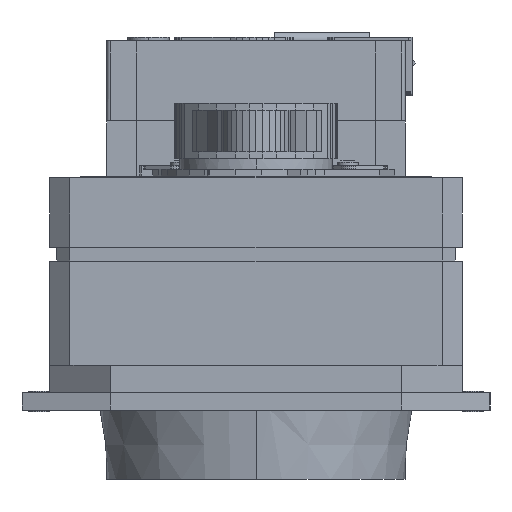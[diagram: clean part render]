
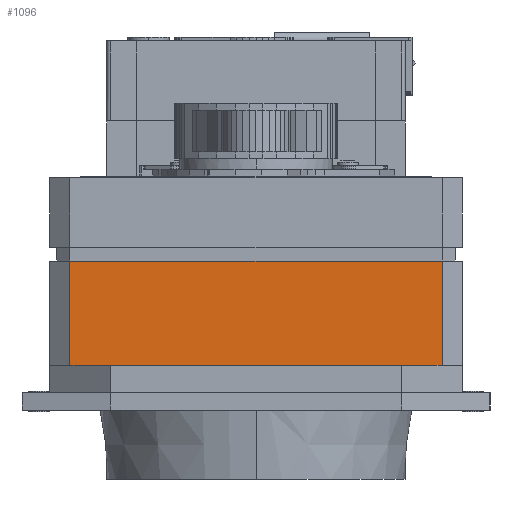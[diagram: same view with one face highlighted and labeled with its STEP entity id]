
A CAD part, left-side view. The second image highlights one B-rep face of the part: STEP entity #1096.
In plain terms, the highlighted planar face has unit normal (-1, 0, 0).
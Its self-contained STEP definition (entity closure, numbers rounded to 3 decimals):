
#840=CARTESIAN_POINT('Vertex',(-128.49,-53.67,33.)) ;
#845=CARTESIAN_POINT('Line Origine',(-128.49,0.,33.)) ;
#849=CARTESIAN_POINT('Vertex',(-128.49,53.67,33.)) ;
#942=CARTESIAN_POINT('Line Origine',(-128.49,0.,63.)) ;
#946=CARTESIAN_POINT('Vertex',(-128.49,-53.67,63.)) ;
#948=CARTESIAN_POINT('Vertex',(-128.49,53.67,63.)) ;
#1075=CARTESIAN_POINT('Axis2P3D Location',(-128.49,-53.67,33.)) ;
#1080=CARTESIAN_POINT('Line Origine',(-128.49,53.67,48.)) ;
#1085=CARTESIAN_POINT('Line Origine',(-128.49,-53.67,48.)) ;
#847=VECTOR('Line Direction',#846,1.) ;
#944=VECTOR('Line Direction',#943,1.) ;
#1082=VECTOR('Line Direction',#1081,1.) ;
#1087=VECTOR('Line Direction',#1086,1.) ;
#846=DIRECTION('Vector Direction',(0.,-1.,0.)) ;
#943=DIRECTION('Vector Direction',(0.,1.,0.)) ;
#1076=DIRECTION('Axis2P3D Direction',(-1.,0.,0.)) ;
#1077=DIRECTION('Axis2P3D XDirection',(0.,-1.,0.)) ;
#1081=DIRECTION('Vector Direction',(0.,0.,1.)) ;
#1086=DIRECTION('Vector Direction',(0.,0.,1.)) ;
#1078=AXIS2_PLACEMENT_3D('Plane Axis2P3D',#1075,#1076,#1077) ;
#848=LINE('Line',#845,#847) ;
#945=LINE('Line',#942,#944) ;
#1083=LINE('Line',#1080,#1082) ;
#1088=LINE('Line',#1085,#1087) ;
#1079=PLANE('',#1078) ;
#851=EDGE_CURVE('',#850,#841,#848,.T.) ;
#950=EDGE_CURVE('',#947,#949,#945,.T.) ;
#1084=EDGE_CURVE('',#850,#949,#1083,.T.) ;
#1089=EDGE_CURVE('',#841,#947,#1088,.T.) ;
#1091=ORIENTED_EDGE('',*,*,#950,.T.) ;
#1092=ORIENTED_EDGE('',*,*,#1084,.F.) ;
#1093=ORIENTED_EDGE('',*,*,#851,.T.) ;
#1094=ORIENTED_EDGE('',*,*,#1089,.T.) ;
#1090=EDGE_LOOP('',(#1091,#1092,#1093,#1094)) ;
#841=VERTEX_POINT('',#840) ;
#850=VERTEX_POINT('',#849) ;
#947=VERTEX_POINT('',#946) ;
#949=VERTEX_POINT('',#948) ;
#1096=ADVANCED_FACE('1',(#1095),#1079,.T.) ;
#1095=FACE_OUTER_BOUND('',#1090,.T.) ;
